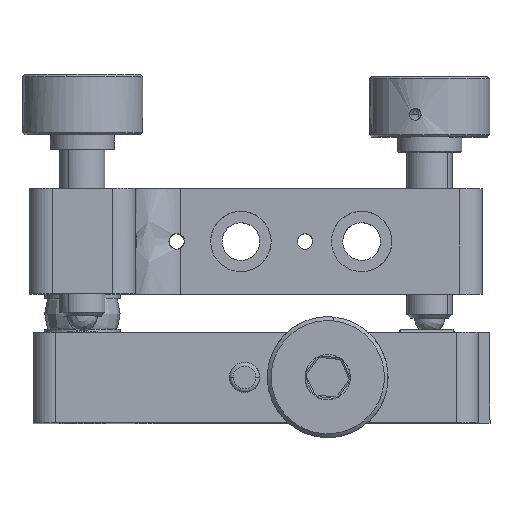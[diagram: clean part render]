
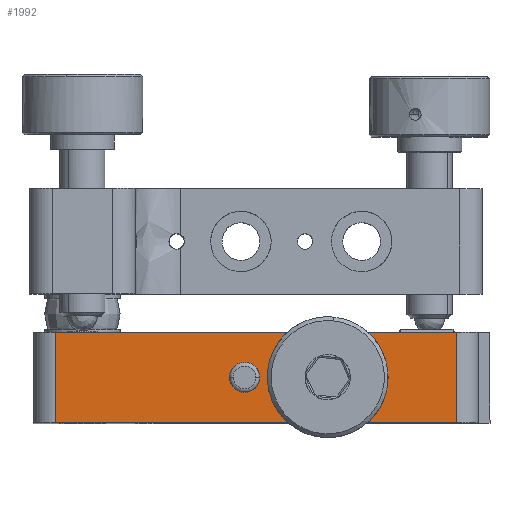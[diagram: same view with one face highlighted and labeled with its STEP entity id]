
A CAD part, top view. The second image highlights one B-rep face of the part: STEP entity #1992.
In plain terms, the highlighted planar face has unit normal (0, 0, 1).
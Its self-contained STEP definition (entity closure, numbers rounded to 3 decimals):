
#1116=B_SPLINE_CURVE_WITH_KNOTS('',1,(#24233,#24234),.UNSPECIFIED.,.F.,
 .F.,(2,2),(-53.,0.),.UNSPECIFIED.);
#1150=B_SPLINE_CURVE_WITH_KNOTS('',1,(#24424,#24425),.UNSPECIFIED.,.F.,
 .F.,(2,2),(-53.,0.),.UNSPECIFIED.);
#1378=FACE_BOUND('',#3507,.T.);
#1379=FACE_BOUND('',#3508,.T.);
#1992=ADVANCED_FACE('',(#2715,#1378,#1379),#12084,.T.);
#2715=FACE_OUTER_BOUND('',#3506,.T.);
#3506=EDGE_LOOP('',(#6817,#6818,#6819,#6820));
#3507=EDGE_LOOP('',(#6821,#6822,#6823));
#3508=EDGE_LOOP('',(#6824,#6825,#6826));
#6817=ORIENTED_EDGE('',*,*,#9199,.F.);
#6818=ORIENTED_EDGE('',*,*,#9221,.F.);
#6819=ORIENTED_EDGE('',*,*,#9200,.F.);
#6820=ORIENTED_EDGE('',*,*,#9151,.F.);
#6821=ORIENTED_EDGE('',*,*,#9242,.T.);
#6822=ORIENTED_EDGE('',*,*,#9240,.T.);
#6823=ORIENTED_EDGE('',*,*,#9241,.T.);
#6824=ORIENTED_EDGE('',*,*,#9285,.T.);
#6825=ORIENTED_EDGE('',*,*,#9243,.T.);
#6826=ORIENTED_EDGE('',*,*,#9244,.T.);
#9151=EDGE_CURVE('',#11487,#11488,#1116,.T.);
#9199=EDGE_CURVE('',#11543,#11487,#10170,.T.);
#9200=EDGE_CURVE('',#11488,#11544,#10171,.T.);
#9221=EDGE_CURVE('',#11544,#11543,#1150,.T.);
#9240=EDGE_CURVE('',#11588,#11589,#10198,.T.);
#9241=EDGE_CURVE('',#11589,#11590,#10199,.T.);
#9242=EDGE_CURVE('',#11590,#11588,#10200,.T.);
#9243=EDGE_CURVE('',#11591,#11592,#10201,.T.);
#9244=EDGE_CURVE('',#11592,#11593,#10202,.T.);
#9285=EDGE_CURVE('',#11593,#11591,#10226,.T.);
#10170=(
BOUNDED_CURVE()
B_SPLINE_CURVE(1,(#24367,#24368),.UNSPECIFIED.,.F.,.F.)
B_SPLINE_CURVE_WITH_KNOTS((2,2),(0.,12.),.UNSPECIFIED.)
CURVE()
GEOMETRIC_REPRESENTATION_ITEM()
RATIONAL_B_SPLINE_CURVE((1.,1.))
REPRESENTATION_ITEM('')
);
#10171=(
BOUNDED_CURVE()
B_SPLINE_CURVE(1,(#24369,#24370),.UNSPECIFIED.,.F.,.F.)
B_SPLINE_CURVE_WITH_KNOTS((2,2),(0.,12.),.UNSPECIFIED.)
CURVE()
GEOMETRIC_REPRESENTATION_ITEM()
RATIONAL_B_SPLINE_CURVE((1.,1.))
REPRESENTATION_ITEM('')
);
#10198=(
BOUNDED_CURVE()
B_SPLINE_CURVE(2,(#24486,#24487,#24488),.UNSPECIFIED.,.F.,.F.)
B_SPLINE_CURVE_WITH_KNOTS((3,3),(3.864,7.728),
 .UNSPECIFIED.)
CURVE()
GEOMETRIC_REPRESENTATION_ITEM()
RATIONAL_B_SPLINE_CURVE((1.,0.707,1.))
REPRESENTATION_ITEM('')
);
#10199=(
BOUNDED_CURVE()
B_SPLINE_CURVE(2,(#24489,#24490,#24491,#24492,#24493),.UNSPECIFIED.,.F.,
 .F.)
B_SPLINE_CURVE_WITH_KNOTS((3,2,3),(0.,3.864,7.728),
 .UNSPECIFIED.)
CURVE()
GEOMETRIC_REPRESENTATION_ITEM()
RATIONAL_B_SPLINE_CURVE((1.,0.707,1.,0.707,1.))
REPRESENTATION_ITEM('')
);
#10200=(
BOUNDED_CURVE()
B_SPLINE_CURVE(2,(#24494,#24495,#24496),.UNSPECIFIED.,.F.,.F.)
B_SPLINE_CURVE_WITH_KNOTS((3,3),(0.,3.864),.UNSPECIFIED.)
CURVE()
GEOMETRIC_REPRESENTATION_ITEM()
RATIONAL_B_SPLINE_CURVE((1.,0.707,1.))
REPRESENTATION_ITEM('')
);
#10201=(
BOUNDED_CURVE()
B_SPLINE_CURVE(2,(#24497,#24498,#24499),.UNSPECIFIED.,.F.,.F.)
B_SPLINE_CURVE_WITH_KNOTS((3,3),(3.142,6.283),
 .UNSPECIFIED.)
CURVE()
GEOMETRIC_REPRESENTATION_ITEM()
RATIONAL_B_SPLINE_CURVE((1.,0.707,1.))
REPRESENTATION_ITEM('')
);
#10202=(
BOUNDED_CURVE()
B_SPLINE_CURVE(2,(#24500,#24501,#24502,#24503,#24504),.UNSPECIFIED.,.F.,
 .F.)
B_SPLINE_CURVE_WITH_KNOTS((3,2,3),(0.,3.142,6.283),
 .UNSPECIFIED.)
CURVE()
GEOMETRIC_REPRESENTATION_ITEM()
RATIONAL_B_SPLINE_CURVE((1.,0.707,1.,0.707,1.))
REPRESENTATION_ITEM('')
);
#10226=(
BOUNDED_CURVE()
B_SPLINE_CURVE(2,(#24615,#24616,#24617),.UNSPECIFIED.,.F.,.F.)
B_SPLINE_CURVE_WITH_KNOTS((3,3),(0.,3.142),.UNSPECIFIED.)
CURVE()
GEOMETRIC_REPRESENTATION_ITEM()
RATIONAL_B_SPLINE_CURVE((1.,0.707,1.))
REPRESENTATION_ITEM('')
);
#11487=VERTEX_POINT('',#24022);
#11488=VERTEX_POINT('',#24023);
#11543=VERTEX_POINT('',#24078);
#11544=VERTEX_POINT('',#24079);
#11588=VERTEX_POINT('',#24123);
#11589=VERTEX_POINT('',#24124);
#11590=VERTEX_POINT('',#24125);
#11591=VERTEX_POINT('',#24126);
#11592=VERTEX_POINT('',#24127);
#11593=VERTEX_POINT('',#24128);
#12084=PLANE('',#12705);
#12705=AXIS2_PLACEMENT_3D('',#23293,#13031,$);
#13031=DIRECTION('',(0.,0.,1.));
#23293=CARTESIAN_POINT('',(31.568,-23.333,86.679));
#24022=CARTESIAN_POINT('',(26.148,-22.013,86.679));
#24023=CARTESIAN_POINT('',(-26.852,-22.013,86.679));
#24078=CARTESIAN_POINT('',(26.148,-10.013,86.679));
#24079=CARTESIAN_POINT('',(-26.852,-10.013,86.679));
#24123=CARTESIAN_POINT('',(9.148,-13.553,86.679));
#24124=CARTESIAN_POINT('',(11.608,-16.013,86.679));
#24125=CARTESIAN_POINT('',(6.688,-16.013,86.679));
#24126=CARTESIAN_POINT('',(-1.852,-14.013,86.679));
#24127=CARTESIAN_POINT('',(0.148,-16.013,86.679));
#24128=CARTESIAN_POINT('',(-3.852,-16.013,86.679));
#24233=CARTESIAN_POINT('',(26.148,-22.013,86.679));
#24234=CARTESIAN_POINT('',(-26.852,-22.013,86.679));
#24367=CARTESIAN_POINT('',(26.148,-10.013,86.679));
#24368=CARTESIAN_POINT('',(26.148,-22.013,86.679));
#24369=CARTESIAN_POINT('',(-26.852,-22.013,86.679));
#24370=CARTESIAN_POINT('',(-26.852,-10.013,86.679));
#24424=CARTESIAN_POINT('',(-26.852,-10.013,86.679));
#24425=CARTESIAN_POINT('',(26.148,-10.013,86.679));
#24486=CARTESIAN_POINT('',(9.148,-13.553,86.679));
#24487=CARTESIAN_POINT('',(11.608,-13.553,86.679));
#24488=CARTESIAN_POINT('',(11.608,-16.013,86.679));
#24489=CARTESIAN_POINT('',(11.608,-16.013,86.679));
#24490=CARTESIAN_POINT('',(11.608,-18.473,86.679));
#24491=CARTESIAN_POINT('',(9.148,-18.473,86.679));
#24492=CARTESIAN_POINT('',(6.688,-18.473,86.679));
#24493=CARTESIAN_POINT('',(6.688,-16.013,86.679));
#24494=CARTESIAN_POINT('',(6.688,-16.013,86.679));
#24495=CARTESIAN_POINT('',(6.688,-13.553,86.679));
#24496=CARTESIAN_POINT('',(9.148,-13.553,86.679));
#24497=CARTESIAN_POINT('',(-1.852,-14.013,86.679));
#24498=CARTESIAN_POINT('',(0.148,-14.013,86.679));
#24499=CARTESIAN_POINT('',(0.148,-16.013,86.679));
#24500=CARTESIAN_POINT('',(0.148,-16.013,86.679));
#24501=CARTESIAN_POINT('',(0.148,-18.013,86.679));
#24502=CARTESIAN_POINT('',(-1.852,-18.013,86.679));
#24503=CARTESIAN_POINT('',(-3.852,-18.013,86.679));
#24504=CARTESIAN_POINT('',(-3.852,-16.013,86.679));
#24615=CARTESIAN_POINT('',(-3.852,-16.013,86.679));
#24616=CARTESIAN_POINT('',(-3.852,-14.013,86.679));
#24617=CARTESIAN_POINT('',(-1.852,-14.013,86.679));
